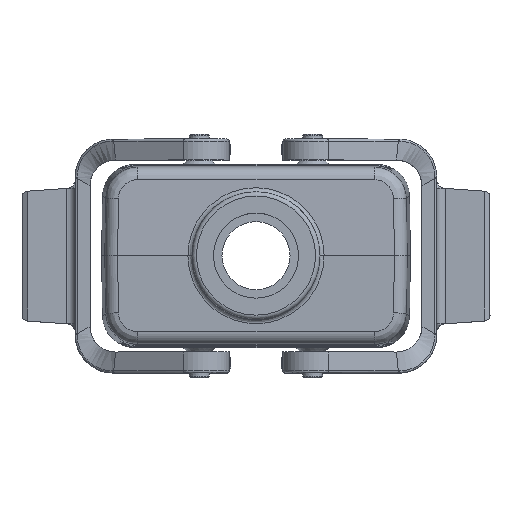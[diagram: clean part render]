
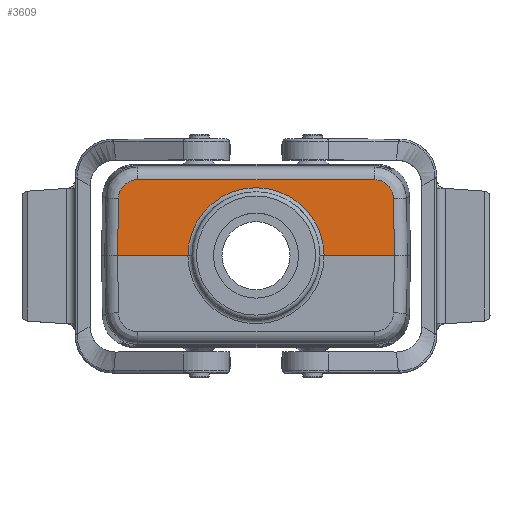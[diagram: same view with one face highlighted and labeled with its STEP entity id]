
A CAD part, top view. The second image highlights one B-rep face of the part: STEP entity #3609.
In plain terms, the highlighted planar face has unit normal (0, 0.018, 1).
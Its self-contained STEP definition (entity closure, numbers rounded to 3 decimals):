
#974=ELLIPSE('',#10641,16.002,16.);
#975=ELLIPSE('',#10642,4.505,4.5);
#976=ELLIPSE('',#10643,4.505,4.5);
#1366=LINE('',#14806,#2141);
#1367=LINE('',#14811,#2142);
#1368=LINE('',#14813,#2143);
#1369=LINE('',#14817,#2144);
#1370=LINE('',#14821,#2145);
#2141=VECTOR('',#11711,1.);
#2142=VECTOR('',#11714,1.);
#2143=VECTOR('',#11715,1.);
#2144=VECTOR('',#11718,1.);
#2145=VECTOR('',#11721,1.);
#2822=PLANE('',#10644);
#3072=FACE_OUTER_BOUND('',#4332,.T.);
#3609=ADVANCED_FACE('',(#3072),#2822,.F.);
#4332=EDGE_LOOP('',(#5112,#5113,#5114,#5115,#5116,#5117,#5118,#5119));
#5112=ORIENTED_EDGE('',*,*,#8827,.F.);
#5113=ORIENTED_EDGE('',*,*,#8828,.T.);
#5114=ORIENTED_EDGE('',*,*,#8829,.F.);
#5115=ORIENTED_EDGE('',*,*,#8830,.T.);
#5116=ORIENTED_EDGE('',*,*,#8831,.T.);
#5117=ORIENTED_EDGE('',*,*,#8832,.T.);
#5118=ORIENTED_EDGE('',*,*,#8833,.T.);
#5119=ORIENTED_EDGE('',*,*,#8834,.T.);
#7920=VERTEX_POINT('',#14807);
#7921=VERTEX_POINT('',#14808);
#7922=VERTEX_POINT('',#14810);
#7923=VERTEX_POINT('',#14812);
#7924=VERTEX_POINT('',#14814);
#7925=VERTEX_POINT('',#14816);
#7926=VERTEX_POINT('',#14818);
#7927=VERTEX_POINT('',#14820);
#8827=EDGE_CURVE('',#7920,#7921,#1366,.T.);
#8828=EDGE_CURVE('',#7920,#7922,#974,.T.);
#8829=EDGE_CURVE('',#7923,#7922,#1367,.T.);
#8830=EDGE_CURVE('',#7923,#7924,#1368,.T.);
#8831=EDGE_CURVE('',#7924,#7925,#975,.T.);
#8832=EDGE_CURVE('',#7925,#7926,#1369,.T.);
#8833=EDGE_CURVE('',#7926,#7927,#976,.T.);
#8834=EDGE_CURVE('',#7927,#7921,#1370,.T.);
#10641=AXIS2_PLACEMENT_3D('',#14809,#11712,#11713);
#10642=AXIS2_PLACEMENT_3D('',#14815,#11716,#11717);
#10643=AXIS2_PLACEMENT_3D('',#14819,#11719,#11720);
#10644=AXIS2_PLACEMENT_3D('',#14822,#11722,#11723);
#11711=DIRECTION('',(-1.,0.,0.));
#11712=DIRECTION('',(0.,-0.017,-1.));
#11713=DIRECTION('',(0.,1.,-0.017));
#11714=DIRECTION('',(-1.,0.,0.));
#11715=DIRECTION('',(-0.017,1.,-0.017));
#11716=DIRECTION('',(0.,0.017,1.));
#11717=DIRECTION('',(0.531,0.847,-0.015));
#11718=DIRECTION('',(-1.,0.,0.));
#11719=DIRECTION('',(0.,0.017,1.));
#11720=DIRECTION('',(-0.531,0.847,-0.015));
#11721=DIRECTION('',(-0.017,-1.,0.017));
#11722=DIRECTION('',(0.,-0.017,-1.));
#11723=DIRECTION('',(0.,-1.,0.017));
#14806=CARTESIAN_POINT('',(-36.3,0.,35.85));
#14807=CARTESIAN_POINT('',(-16.,0.,35.85));
#14808=CARTESIAN_POINT('',(-32.54,0.,35.85));
#14809=CARTESIAN_POINT('',(0.,-0.017,35.85));
#14810=CARTESIAN_POINT('',(16.,0.,35.85));
#14811=CARTESIAN_POINT('',(-36.3,0.,35.85));
#14812=CARTESIAN_POINT('',(32.54,0.,35.85));
#14813=CARTESIAN_POINT('',(32.541,-0.05,35.851));
#14814=CARTESIAN_POINT('',(32.311,13.45,35.615));
#14815=CARTESIAN_POINT('',(27.81,13.368,35.617));
#14816=CARTESIAN_POINT('',(27.815,17.871,35.538));
#14817=CARTESIAN_POINT('',(-36.3,17.871,35.538));
#14818=CARTESIAN_POINT('',(-27.815,17.871,35.538));
#14819=CARTESIAN_POINT('',(-27.81,13.368,35.617));
#14820=CARTESIAN_POINT('',(-32.311,13.45,35.615));
#14821=CARTESIAN_POINT('',(-32.541,-0.05,35.851));
#14822=CARTESIAN_POINT('',(-36.3,0.,35.85));
